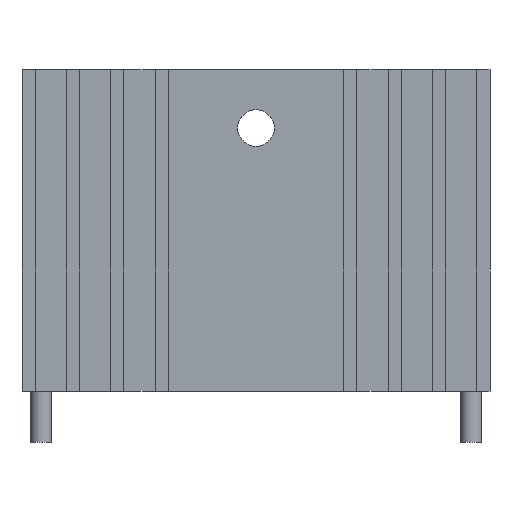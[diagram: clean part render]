
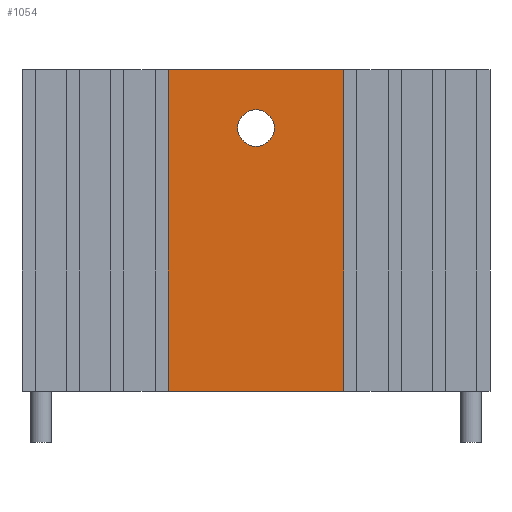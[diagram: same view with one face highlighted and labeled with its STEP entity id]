
A CAD part, front view. The second image highlights one B-rep face of the part: STEP entity #1054.
In plain terms, the highlighted planar face has unit normal (0, -1, 0).
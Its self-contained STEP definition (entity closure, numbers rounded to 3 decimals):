
#22 = VERTEX_POINT('',#23);
#23 = CARTESIAN_POINT('',(6.,-1.5,0.));
#31 = EDGE_CURVE('',#32,#22,#34,.T.);
#32 = VERTEX_POINT('',#33);
#33 = CARTESIAN_POINT('',(6.,-1.5,22.));
#34 = LINE('',#35,#36);
#35 = CARTESIAN_POINT('',(6.,-1.5,0.));
#36 = VECTOR('',#37,1.);
#37 = DIRECTION('',(0.,0.,-1.));
#286 = EDGE_CURVE('',#287,#22,#289,.T.);
#287 = VERTEX_POINT('',#288);
#288 = CARTESIAN_POINT('',(-6.,-1.5,0.));
#289 = LINE('',#290,#291);
#290 = CARTESIAN_POINT('',(0.,-1.5,0.));
#291 = VECTOR('',#292,1.);
#292 = DIRECTION('',(1.,0.,0.));
#821 = VERTEX_POINT('',#822);
#822 = CARTESIAN_POINT('',(-6.,-1.5,22.));
#828 = EDGE_CURVE('',#821,#32,#829,.T.);
#829 = LINE('',#830,#831);
#830 = CARTESIAN_POINT('',(0.,-1.5,22.));
#831 = VECTOR('',#832,1.);
#832 = DIRECTION('',(1.,0.,0.));
#1054 = ADVANCED_FACE('',(#1055,#1066),#1077,.T.);
#1055 = FACE_BOUND('',#1056,.T.);
#1056 = EDGE_LOOP('',(#1057,#1058,#1059,#1060));
#1057 = ORIENTED_EDGE('',*,*,#286,.T.);
#1058 = ORIENTED_EDGE('',*,*,#31,.F.);
#1059 = ORIENTED_EDGE('',*,*,#828,.F.);
#1060 = ORIENTED_EDGE('',*,*,#1061,.T.);
#1061 = EDGE_CURVE('',#821,#287,#1062,.T.);
#1062 = LINE('',#1063,#1064);
#1063 = CARTESIAN_POINT('',(-6.,-1.5,0.));
#1064 = VECTOR('',#1065,1.);
#1065 = DIRECTION('',(0.,0.,-1.));
#1066 = FACE_BOUND('',#1067,.T.);
#1067 = EDGE_LOOP('',(#1068));
#1068 = ORIENTED_EDGE('',*,*,#1069,.F.);
#1069 = EDGE_CURVE('',#1070,#1070,#1072,.T.);
#1070 = VERTEX_POINT('',#1071);
#1071 = CARTESIAN_POINT('',(-1.25,-1.5,18.));
#1072 = CIRCLE('',#1073,1.25);
#1073 = AXIS2_PLACEMENT_3D('',#1074,#1075,#1076);
#1074 = CARTESIAN_POINT('',(0.,-1.5,18.));
#1075 = DIRECTION('',(0.,-1.,0.));
#1076 = DIRECTION('',(-1.,0.,0.));
#1077 = PLANE('',#1078);
#1078 = AXIS2_PLACEMENT_3D('',#1079,#1080,#1081);
#1079 = CARTESIAN_POINT('',(0.,-1.5,11.));
#1080 = DIRECTION('',(-0.,-1.,-0.));
#1081 = DIRECTION('',(0.,0.,-1.));
